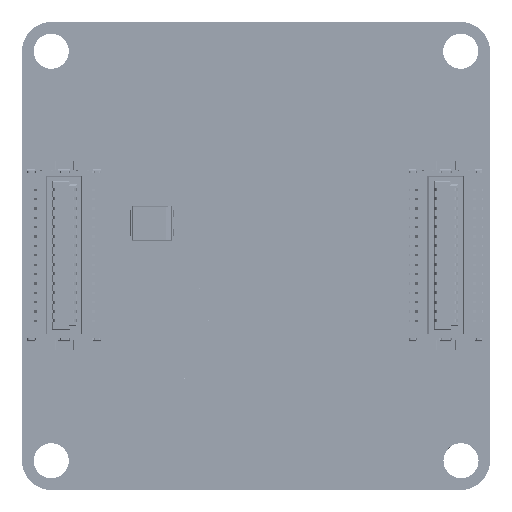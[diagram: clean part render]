
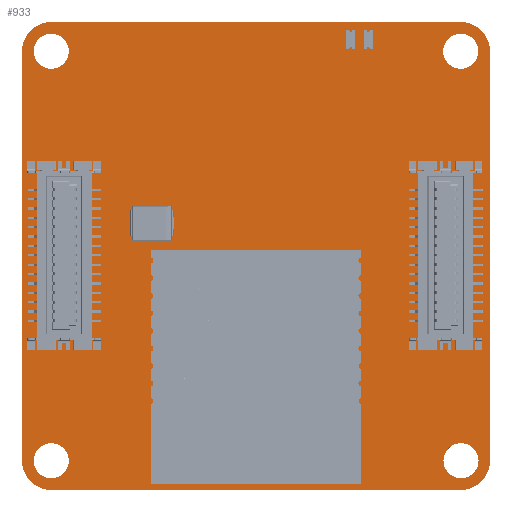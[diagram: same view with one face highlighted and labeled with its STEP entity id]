
A CAD part, top view. The second image highlights one B-rep face of the part: STEP entity #933.
In plain terms, the highlighted planar face has unit normal (0, 0, 1).
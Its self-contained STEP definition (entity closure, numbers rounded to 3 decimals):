
#22 = VERTEX_POINT('',#23);
#23 = CARTESIAN_POINT('',(20.,17.501,0.));
#41 = VERTEX_POINT('',#42);
#42 = CARTESIAN_POINT('',(17.501,20.,0.));
#48 = EDGE_CURVE('',#22,#41,#49,.T.);
#49 = CIRCLE('',#50,2.499);
#50 = AXIS2_PLACEMENT_3D('',#51,#52,#53);
#51 = CARTESIAN_POINT('',(17.501,17.501,0.));
#52 = DIRECTION('',(0.,0.,1.));
#53 = DIRECTION('',(1.,0.,0.));
#64 = VERTEX_POINT('',#65);
#65 = CARTESIAN_POINT('',(20.,-17.501,0.));
#80 = EDGE_CURVE('',#64,#22,#81,.T.);
#81 = LINE('',#82,#83);
#82 = CARTESIAN_POINT('',(20.,-17.501,0.));
#83 = VECTOR('',#84,1.);
#84 = DIRECTION('',(0.,1.,0.));
#104 = VERTEX_POINT('',#105);
#105 = CARTESIAN_POINT('',(-17.501,20.,0.));
#111 = EDGE_CURVE('',#41,#104,#112,.T.);
#112 = LINE('',#113,#114);
#113 = CARTESIAN_POINT('',(17.501,20.,0.));
#114 = VECTOR('',#115,1.);
#115 = DIRECTION('',(-1.,0.,0.));
#126 = VERTEX_POINT('',#127);
#127 = CARTESIAN_POINT('',(17.501,-20.,0.));
#143 = EDGE_CURVE('',#126,#64,#144,.T.);
#144 = CIRCLE('',#145,2.499);
#145 = AXIS2_PLACEMENT_3D('',#146,#147,#148);
#146 = CARTESIAN_POINT('',(17.501,-17.501,0.));
#147 = DIRECTION('',(-0.,0.,1.));
#148 = DIRECTION('',(0.,-1.,0.));
#169 = VERTEX_POINT('',#170);
#170 = CARTESIAN_POINT('',(-20.,17.501,0.));
#176 = EDGE_CURVE('',#104,#169,#177,.T.);
#177 = CIRCLE('',#178,2.499);
#178 = AXIS2_PLACEMENT_3D('',#179,#180,#181);
#179 = CARTESIAN_POINT('',(-17.501,17.501,0.));
#180 = DIRECTION('',(0.,-0.,1.));
#181 = DIRECTION('',(0.,1.,0.));
#192 = VERTEX_POINT('',#193);
#193 = CARTESIAN_POINT('',(-17.501,-20.,0.));
#208 = EDGE_CURVE('',#192,#126,#209,.T.);
#209 = LINE('',#210,#211);
#210 = CARTESIAN_POINT('',(-17.501,-20.,0.));
#211 = VECTOR('',#212,1.);
#212 = DIRECTION('',(1.,0.,0.));
#232 = VERTEX_POINT('',#233);
#233 = CARTESIAN_POINT('',(-20.,-17.501,0.));
#239 = EDGE_CURVE('',#169,#232,#240,.T.);
#240 = LINE('',#241,#242);
#241 = CARTESIAN_POINT('',(-20.,17.501,0.));
#242 = VECTOR('',#243,1.);
#243 = DIRECTION('',(0.,-1.,0.));
#262 = EDGE_CURVE('',#232,#192,#263,.T.);
#263 = CIRCLE('',#264,2.499);
#264 = AXIS2_PLACEMENT_3D('',#265,#266,#267);
#265 = CARTESIAN_POINT('',(-17.501,-17.501,0.));
#266 = DIRECTION('',(0.,0.,1.));
#267 = DIRECTION('',(-1.,0.,0.));
#278 = VERTEX_POINT('',#279);
#279 = CARTESIAN_POINT('',(17.997,7.2,0.));
#297 = VERTEX_POINT('',#298);
#298 = CARTESIAN_POINT('',(17.998,8.,0.));
#304 = EDGE_CURVE('',#278,#297,#305,.T.);
#305 = CIRCLE('',#306,0.4);
#306 = AXIS2_PLACEMENT_3D('',#307,#308,#309);
#307 = CARTESIAN_POINT('',(17.998,7.6,0.));
#308 = DIRECTION('',(0.,-0.,1.));
#309 = DIRECTION('',(0.,1.,0.));
#320 = VERTEX_POINT('',#321);
#321 = CARTESIAN_POINT('',(17.996,7.2,0.));
#337 = EDGE_CURVE('',#320,#278,#338,.T.);
#338 = CIRCLE('',#339,0.4);
#339 = AXIS2_PLACEMENT_3D('',#340,#341,#342);
#340 = CARTESIAN_POINT('',(17.996,7.6,0.));
#341 = DIRECTION('',(0.,0.,1.));
#342 = DIRECTION('',(0.,-1.,0.));
#353 = VERTEX_POINT('',#354);
#354 = CARTESIAN_POINT('',(17.997,8.,0.));
#370 = EDGE_CURVE('',#353,#320,#371,.T.);
#371 = CIRCLE('',#372,0.4);
#372 = AXIS2_PLACEMENT_3D('',#373,#374,#375);
#373 = CARTESIAN_POINT('',(17.996,7.6,0.));
#374 = DIRECTION('',(0.,0.,1.));
#375 = DIRECTION('',(0.,-1.,0.));
#394 = EDGE_CURVE('',#297,#353,#395,.T.);
#395 = CIRCLE('',#396,0.4);
#396 = AXIS2_PLACEMENT_3D('',#397,#398,#399);
#397 = CARTESIAN_POINT('',(17.998,7.6,0.));
#398 = DIRECTION('',(0.,-0.,1.));
#399 = DIRECTION('',(0.,1.,0.));
#410 = VERTEX_POINT('',#411);
#411 = CARTESIAN_POINT('',(18.998,17.501,0.));
#427 = EDGE_CURVE('',#410,#410,#428,.T.);
#428 = CIRCLE('',#429,1.5);
#429 = AXIS2_PLACEMENT_3D('',#430,#431,#432);
#430 = CARTESIAN_POINT('',(17.498,17.501,0.));
#431 = DIRECTION('',(0.,0.,1.));
#432 = DIRECTION('',(1.,0.,0.));
#443 = VERTEX_POINT('',#444);
#444 = CARTESIAN_POINT('',(-14.602,8.,0.));
#462 = VERTEX_POINT('',#463);
#463 = CARTESIAN_POINT('',(-14.605,8.,0.));
#469 = EDGE_CURVE('',#443,#462,#470,.T.);
#470 = CIRCLE('',#471,0.4);
#471 = AXIS2_PLACEMENT_3D('',#472,#473,#474);
#472 = CARTESIAN_POINT('',(-14.605,7.6,0.));
#473 = DIRECTION('',(0.,-0.,1.));
#474 = DIRECTION('',(0.,1.,0.));
#485 = VERTEX_POINT('',#486);
#486 = CARTESIAN_POINT('',(-14.6,7.2,0.));
#502 = EDGE_CURVE('',#485,#443,#503,.T.);
#503 = CIRCLE('',#504,0.4);
#504 = AXIS2_PLACEMENT_3D('',#505,#506,#507);
#505 = CARTESIAN_POINT('',(-14.6,7.6,0.));
#506 = DIRECTION('',(0.,0.,1.));
#507 = DIRECTION('',(0.,-1.,0.));
#528 = VERTEX_POINT('',#529);
#529 = CARTESIAN_POINT('',(-14.602,7.2,0.));
#535 = EDGE_CURVE('',#462,#528,#536,.T.);
#536 = CIRCLE('',#537,0.4);
#537 = AXIS2_PLACEMENT_3D('',#538,#539,#540);
#538 = CARTESIAN_POINT('',(-14.605,7.6,0.));
#539 = DIRECTION('',(0.,-0.,1.));
#540 = DIRECTION('',(0.,1.,0.));
#559 = EDGE_CURVE('',#528,#485,#560,.T.);
#560 = CIRCLE('',#561,0.4);
#561 = AXIS2_PLACEMENT_3D('',#562,#563,#564);
#562 = CARTESIAN_POINT('',(-14.6,7.6,0.));
#563 = DIRECTION('',(0.,0.,1.));
#564 = DIRECTION('',(0.,-1.,0.));
#575 = VERTEX_POINT('',#576);
#576 = CARTESIAN_POINT('',(17.997,-8.,0.));
#594 = VERTEX_POINT('',#595);
#595 = CARTESIAN_POINT('',(17.998,-7.2,0.));
#601 = EDGE_CURVE('',#575,#594,#602,.T.);
#602 = CIRCLE('',#603,0.4);
#603 = AXIS2_PLACEMENT_3D('',#604,#605,#606);
#604 = CARTESIAN_POINT('',(17.998,-7.6,0.));
#605 = DIRECTION('',(0.,-0.,1.));
#606 = DIRECTION('',(0.,1.,0.));
#617 = VERTEX_POINT('',#618);
#618 = CARTESIAN_POINT('',(17.996,-8.,0.));
#634 = EDGE_CURVE('',#617,#575,#635,.T.);
#635 = CIRCLE('',#636,0.4);
#636 = AXIS2_PLACEMENT_3D('',#637,#638,#639);
#637 = CARTESIAN_POINT('',(17.996,-7.6,0.));
#638 = DIRECTION('',(0.,0.,1.));
#639 = DIRECTION('',(0.,-1.,0.));
#660 = VERTEX_POINT('',#661);
#661 = CARTESIAN_POINT('',(17.997,-7.2,0.));
#667 = EDGE_CURVE('',#594,#660,#668,.T.);
#668 = CIRCLE('',#669,0.4);
#669 = AXIS2_PLACEMENT_3D('',#670,#671,#672);
#670 = CARTESIAN_POINT('',(17.998,-7.6,0.));
#671 = DIRECTION('',(0.,-0.,1.));
#672 = DIRECTION('',(0.,1.,0.));
#691 = EDGE_CURVE('',#660,#617,#692,.T.);
#692 = CIRCLE('',#693,0.4);
#693 = AXIS2_PLACEMENT_3D('',#694,#695,#696);
#694 = CARTESIAN_POINT('',(17.996,-7.6,0.));
#695 = DIRECTION('',(0.,0.,1.));
#696 = DIRECTION('',(0.,-1.,0.));
#707 = VERTEX_POINT('',#708);
#708 = CARTESIAN_POINT('',(-14.602,-7.2,0.));
#726 = VERTEX_POINT('',#727);
#727 = CARTESIAN_POINT('',(-14.605,-7.2,0.));
#733 = EDGE_CURVE('',#707,#726,#734,.T.);
#734 = CIRCLE('',#735,0.4);
#735 = AXIS2_PLACEMENT_3D('',#736,#737,#738);
#736 = CARTESIAN_POINT('',(-14.605,-7.6,0.));
#737 = DIRECTION('',(0.,-0.,1.));
#738 = DIRECTION('',(0.,1.,0.));
#749 = VERTEX_POINT('',#750);
#750 = CARTESIAN_POINT('',(-14.6,-8.,0.));
#766 = EDGE_CURVE('',#749,#707,#767,.T.);
#767 = CIRCLE('',#768,0.4);
#768 = AXIS2_PLACEMENT_3D('',#769,#770,#771);
#769 = CARTESIAN_POINT('',(-14.6,-7.6,0.));
#770 = DIRECTION('',(0.,0.,1.));
#771 = DIRECTION('',(0.,-1.,0.));
#792 = VERTEX_POINT('',#793);
#793 = CARTESIAN_POINT('',(-14.602,-8.,0.));
#799 = EDGE_CURVE('',#726,#792,#800,.T.);
#800 = CIRCLE('',#801,0.4);
#801 = AXIS2_PLACEMENT_3D('',#802,#803,#804);
#802 = CARTESIAN_POINT('',(-14.605,-7.6,0.));
#803 = DIRECTION('',(0.,-0.,1.));
#804 = DIRECTION('',(0.,1.,0.));
#823 = EDGE_CURVE('',#792,#749,#824,.T.);
#824 = CIRCLE('',#825,0.4);
#825 = AXIS2_PLACEMENT_3D('',#826,#827,#828);
#826 = CARTESIAN_POINT('',(-14.6,-7.6,0.));
#827 = DIRECTION('',(0.,0.,1.));
#828 = DIRECTION('',(0.,-1.,0.));
#839 = VERTEX_POINT('',#840);
#840 = CARTESIAN_POINT('',(19.023,-17.499,0.));
#856 = EDGE_CURVE('',#839,#839,#857,.T.);
#857 = CIRCLE('',#858,1.5);
#858 = AXIS2_PLACEMENT_3D('',#859,#860,#861);
#859 = CARTESIAN_POINT('',(17.523,-17.499,0.));
#860 = DIRECTION('',(0.,0.,1.));
#861 = DIRECTION('',(1.,0.,0.));
#872 = VERTEX_POINT('',#873);
#873 = CARTESIAN_POINT('',(-16.003,-17.501,0.));
#889 = EDGE_CURVE('',#872,#872,#890,.T.);
#890 = CIRCLE('',#891,1.5);
#891 = AXIS2_PLACEMENT_3D('',#892,#893,#894);
#892 = CARTESIAN_POINT('',(-17.503,-17.501,0.));
#893 = DIRECTION('',(0.,0.,1.));
#894 = DIRECTION('',(1.,0.,0.));
#905 = VERTEX_POINT('',#906);
#906 = CARTESIAN_POINT('',(-17.503,19.,0.));
#922 = EDGE_CURVE('',#905,#905,#923,.T.);
#923 = CIRCLE('',#924,1.5);
#924 = AXIS2_PLACEMENT_3D('',#925,#926,#927);
#925 = CARTESIAN_POINT('',(-17.503,17.501,0.));
#926 = DIRECTION('',(0.,-0.,1.));
#927 = DIRECTION('',(0.,1.,0.));
#933 = ADVANCED_FACE('',(#934,#944,#950,#953,#959,#965,#971,#974,#977),
  #980,.F.);
#934 = FACE_BOUND('',#935,.F.);
#935 = EDGE_LOOP('',(#936,#937,#938,#939,#940,#941,#942,#943));
#936 = ORIENTED_EDGE('',*,*,#48,.F.);
#937 = ORIENTED_EDGE('',*,*,#80,.F.);
#938 = ORIENTED_EDGE('',*,*,#143,.F.);
#939 = ORIENTED_EDGE('',*,*,#208,.F.);
#940 = ORIENTED_EDGE('',*,*,#262,.F.);
#941 = ORIENTED_EDGE('',*,*,#239,.F.);
#942 = ORIENTED_EDGE('',*,*,#176,.F.);
#943 = ORIENTED_EDGE('',*,*,#111,.F.);
#944 = FACE_BOUND('',#945,.F.);
#945 = EDGE_LOOP('',(#946,#947,#948,#949));
#946 = ORIENTED_EDGE('',*,*,#304,.T.);
#947 = ORIENTED_EDGE('',*,*,#394,.T.);
#948 = ORIENTED_EDGE('',*,*,#370,.T.);
#949 = ORIENTED_EDGE('',*,*,#337,.T.);
#950 = FACE_BOUND('',#951,.F.);
#951 = EDGE_LOOP('',(#952));
#952 = ORIENTED_EDGE('',*,*,#427,.T.);
#953 = FACE_BOUND('',#954,.F.);
#954 = EDGE_LOOP('',(#955,#956,#957,#958));
#955 = ORIENTED_EDGE('',*,*,#469,.T.);
#956 = ORIENTED_EDGE('',*,*,#535,.T.);
#957 = ORIENTED_EDGE('',*,*,#559,.T.);
#958 = ORIENTED_EDGE('',*,*,#502,.T.);
#959 = FACE_BOUND('',#960,.F.);
#960 = EDGE_LOOP('',(#961,#962,#963,#964));
#961 = ORIENTED_EDGE('',*,*,#601,.T.);
#962 = ORIENTED_EDGE('',*,*,#667,.T.);
#963 = ORIENTED_EDGE('',*,*,#691,.T.);
#964 = ORIENTED_EDGE('',*,*,#634,.T.);
#965 = FACE_BOUND('',#966,.F.);
#966 = EDGE_LOOP('',(#967,#968,#969,#970));
#967 = ORIENTED_EDGE('',*,*,#733,.T.);
#968 = ORIENTED_EDGE('',*,*,#799,.T.);
#969 = ORIENTED_EDGE('',*,*,#823,.T.);
#970 = ORIENTED_EDGE('',*,*,#766,.T.);
#971 = FACE_BOUND('',#972,.F.);
#972 = EDGE_LOOP('',(#973));
#973 = ORIENTED_EDGE('',*,*,#856,.T.);
#974 = FACE_BOUND('',#975,.F.);
#975 = EDGE_LOOP('',(#976));
#976 = ORIENTED_EDGE('',*,*,#889,.T.);
#977 = FACE_BOUND('',#978,.F.);
#978 = EDGE_LOOP('',(#979));
#979 = ORIENTED_EDGE('',*,*,#922,.T.);
#980 = PLANE('',#981);
#981 = AXIS2_PLACEMENT_3D('',#982,#983,#984);
#982 = CARTESIAN_POINT('',(20.,17.501,0.));
#983 = DIRECTION('',(0.,0.,-1.));
#984 = DIRECTION('',(-1.,0.,0.));
